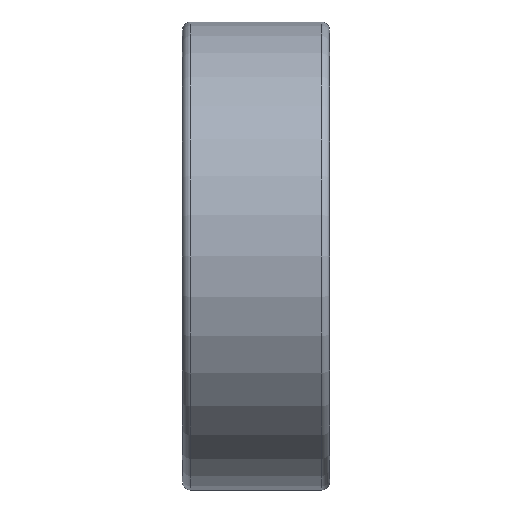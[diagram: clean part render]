
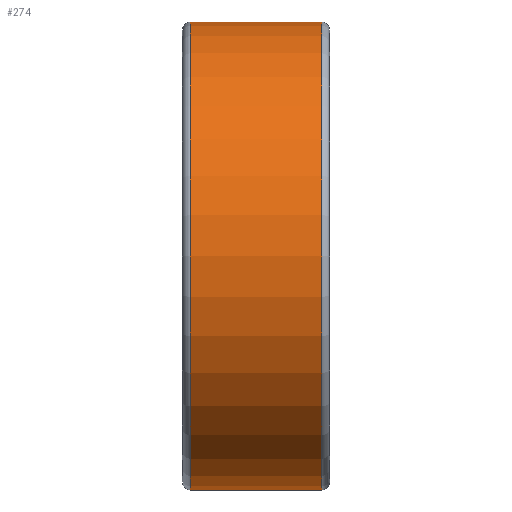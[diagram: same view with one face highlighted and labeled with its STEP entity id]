
A CAD part, front view. The second image highlights one B-rep face of the part: STEP entity #274.
In plain terms, the highlighted cylindrical face has radius 17.5 mm (diameter 35 mm), a full revolution.
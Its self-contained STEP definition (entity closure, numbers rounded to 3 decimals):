
#103=CYLINDRICAL_SURFACE('',#344,17.5);
#138=ORIENTED_EDGE('',*,*,#157,.T.);
#139=ORIENTED_EDGE('',*,*,#156,.F.);
#156=EDGE_CURVE('',#172,#172,#189,.T.);
#157=EDGE_CURVE('',#173,#173,#190,.T.);
#172=VERTEX_POINT('',#514);
#173=VERTEX_POINT('',#517);
#189=CIRCLE('',#343,17.5);
#190=CIRCLE('',#345,17.5);
#219=EDGE_LOOP('',(#138));
#220=EDGE_LOOP('',(#139));
#251=FACE_BOUND('',#219,.T.);
#252=FACE_BOUND('',#220,.T.);
#274=ADVANCED_FACE('',(#251,#252),#103,.T.);
#343=AXIS2_PLACEMENT_3D('',#513,#425,#426);
#344=AXIS2_PLACEMENT_3D('',#515,#427,#428);
#345=AXIS2_PLACEMENT_3D('',#516,#429,#430);
#425=DIRECTION('',(1.,0.,0.));
#426=DIRECTION('',(0.,0.,-1.));
#427=DIRECTION('',(1.,0.,0.));
#428=DIRECTION('',(0.,0.,-1.));
#429=DIRECTION('',(1.,0.,0.));
#430=DIRECTION('',(0.,0.,-1.));
#513=CARTESIAN_POINT('',(10.4,0.,0.));
#514=CARTESIAN_POINT('',(10.4,0.,-17.5));
#515=CARTESIAN_POINT('',(11.,0.,0.));
#516=CARTESIAN_POINT('',(0.6,0.,0.));
#517=CARTESIAN_POINT('',(0.6,0.,-17.5));
